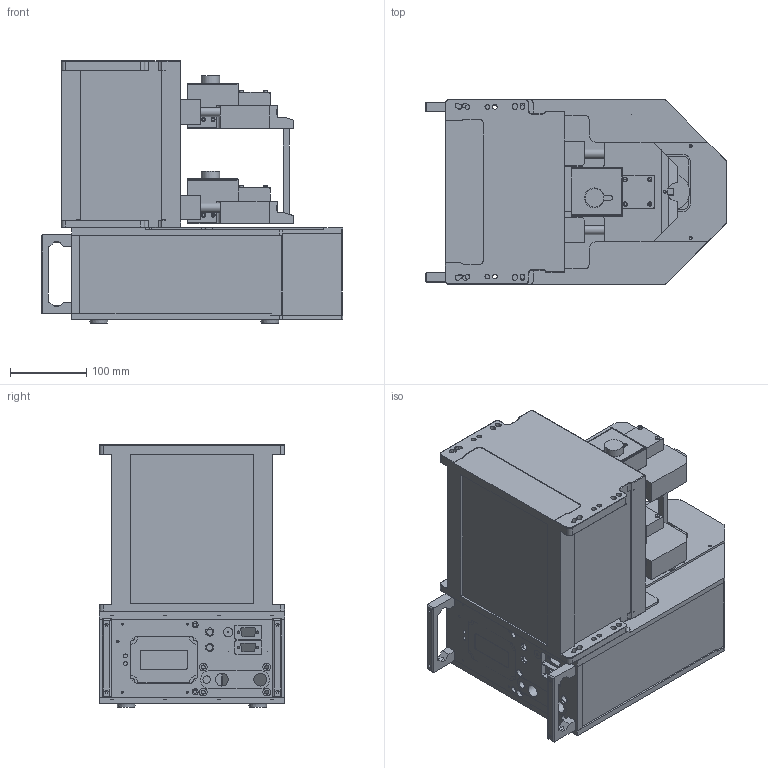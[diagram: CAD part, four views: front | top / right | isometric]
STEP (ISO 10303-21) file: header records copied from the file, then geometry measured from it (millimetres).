
FILE_DESCRIPTION(/* description */ (''),/* implementation_level */ '2;1');
FILE_NAME(/* name */ 'PM-FM-PLUS-N',/* time_stamp */ '2018-10-12T10:24:54+02:00',/* author */ (''),/* organization */ (''),/* preprocessor_version */ 'ST-DEVELOPER v16.5',/* originating_system */ 'HiCAD 2018 2302.0 Build 339',/* authorisation */ '');
FILE_SCHEMA (('AUTOMOTIVE_DESIGN { 1 0 10303 214 1 1 1 1 }'));
Products named in the file (70): Root; FM-PM-N_Baugruppe; FM-Plus_Baugruppe; FM-P-120_Baugruppe; FM-VERTIKALSCHLITTEN; Messbereich; FM-HORIZONTALSCHLITTEN; Gehäuse; PowerMonitor-48_Baugruppe; Gehäuse_Baugruppe; Anschlussfeld_Baugruppe; PM-48-RÜCKWAND; Display 2009; QUADER_1; QUADER_0; PM-Schutzglas-2009; KABELBINDERHALTER; Vertexshell; Solid; Bügelgriff; PM-48-ANSCHLUßBLOCK; Deckplatte_Baugruppe; Verschluss_Baugruppe; PM-DISTANZBLECH-KULISSE-DECKEL; PM-Kulisse; PM-48-Befestigungswinkel-Kuliss_Kantblech; Biegezone; Blechlasche; PM48-Shutter; PM-48-DECKPLATTE; Bodenplatte_Baugruppe; PM48-GRUNDPLATTE; GUMMIFUß; Normteilgruppe _0; ISO 10642-M6x20-10.9_Senkschrauben_0; 1; Blech-Hauptteil_Kantblech
Assembly tree (69 placements, depth 8):
  Root
    FM-PM-N_Baugruppe
      FM-Plus_Baugruppe
        FM-P-120_Baugruppe
          FM-VERTIKALSCHLITTEN
          FM-VERTIKALSCHLITTEN
          Messbereich
          FM-HORIZONTALSCHLITTEN
          FM-HORIZONTALSCHLITTEN
          Gehäuse
      PowerMonitor-48_Baugruppe
        Gehäuse_Baugruppe
          Anschlussfeld_Baugruppe
            PM-48-RÜCKWAND
            Display 2009
              QUADER_1
              QUADER_0
            PM-Schutzglas-2009
            KABELBINDERHALTER
              Vertexshell
              Solid
            Bügelgriff
            Bügelgriff
            KABELBINDERHALTER
              Vertexshell
              Solid
            PM-48-ANSCHLUßBLOCK
          Deckplatte_Baugruppe
            Verschluss_Baugruppe
              PM-DISTANZBLECH-KULISSE-DECKEL
              PM-Kulisse
              PM-48-Befestigungswinkel-Kuliss_Kantblech
                Biegezone
                Blechlasche
                Blechlasche
              PM48-Shutter
                Vertexshell
                Solid
            PM-48-DECKPLATTE
              Vertexshell
              Solid
          Bodenplatte_Baugruppe
            PM48-GRUNDPLATTE
              Vertexshell
              Solid
            GUMMIFUß
            GUMMIFUß
            GUMMIFUß
            GUMMIFUß
            Normteilgruppe _0
              ISO 10642-M6x20-10.9_Senkschrauben_0
                Vertexshell
                Solid
              ISO 10642-M6x20-10.9_Senkschrauben_0
                Vertexshell
                Solid
            1
            1
          Blech-Hauptteil_Kantblech
            Blechlasche
Bounding box: 394 x 242 x 343 mm (x, y, z)
Volume: 5365441.1 mm3; surface area: 1413732.8 mm2
Topology: 40 solids, 48 shells, 1956 faces, 5228 edges, 3487 vertices
Faces by surface type: plane 1031, cylinder 682, cone 235, torus 8
Full cylindrical faces by diameter (mm): 1.948 x4, 2 x1, 2.387 x30, 2.5 x12, 3 x38, 3.141 x16, 3.2 x12, 3.4 x4, 4 x23, 4.2 x6, 4.5 x10, 4.7 x8, 4.773 x2, 5 x24, 5.1 x4, 5.4 x1, 5.5 x8, 6 x22, 6.6 x6, 7.8 x4, 8 x12, 8.2 x2, 9.728 x1, 10 x10, 11 x4, 11.63 x4, 12 x20, 12.1 x1, 14 x2, 14.4 x2
Entity records: 59365 total; most frequent: CARTESIAN_POINT 11345, DIRECTION 10290, ORIENTED_EDGE 8772, EDGE_CURVE 4386, AXIS2_PLACEMENT_3D 3832, VERTEX_POINT 3171, FACE_BOUND 2933, EDGE_LOOP 2878
